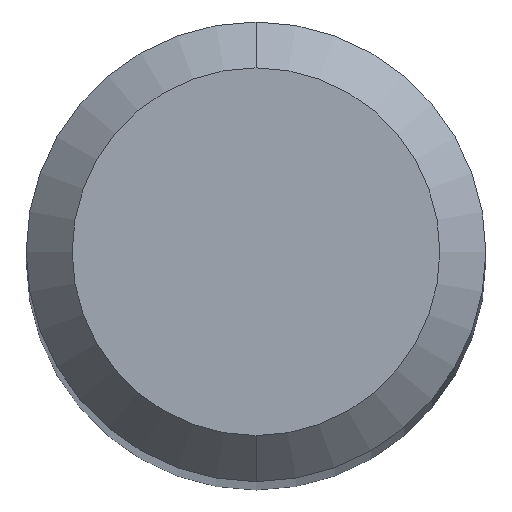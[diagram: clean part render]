
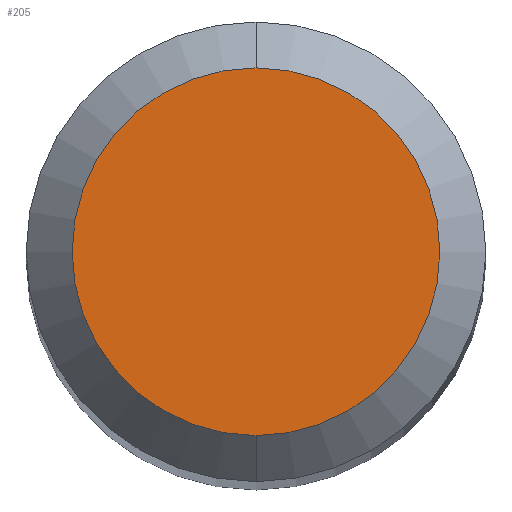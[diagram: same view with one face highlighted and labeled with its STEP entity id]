
A CAD part, top view. The second image highlights one B-rep face of the part: STEP entity #205.
In plain terms, the highlighted planar face has unit normal (0, 0, 1).
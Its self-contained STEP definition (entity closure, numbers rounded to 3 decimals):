
#205=ADVANCED_FACE('',(#517),#518,.T.);
#313=VERTEX_POINT('',#637);
#327=EDGE_CURVE('',#313,#335,#651,.T.);
#335=VERTEX_POINT('',#660);
#463=EDGE_CURVE('',#335,#313,#800,.T.);
#517=FACE_OUTER_BOUND('',#891,.T.);
#518=PLANE('',#892);
#637=CARTESIAN_POINT('',(0.,-1.2,0.0));
#651=CIRCLE('',#1147,1.2);
#660=CARTESIAN_POINT('',(0.0,1.2,0.0));
#800=CIRCLE('',#1443,1.2);
#891=EDGE_LOOP('',(#1490,#1491));
#892=AXIS2_PLACEMENT_3D('',#1492,#1493,#1494);
#1147=AXIS2_PLACEMENT_3D('',#1635,#1636,#1637);
#1443=AXIS2_PLACEMENT_3D('',#1802,#1803,#1804);
#1490=ORIENTED_EDGE('',*,*,#463,.F.);
#1491=ORIENTED_EDGE('',*,*,#327,.F.);
#1492=CARTESIAN_POINT('',(0.0,0.6,0.0));
#1493=DIRECTION('',(-0.0,0.0,1.0));
#1494=DIRECTION('',(0.0,-1.0,0.0));
#1635=CARTESIAN_POINT('',(0.0,0.0,0.0));
#1636=DIRECTION('',(0.0,0.0,-1.0));
#1637=DIRECTION('',(0.0,1.0,0.0));
#1802=CARTESIAN_POINT('',(0.0,0.0,0.0));
#1803=DIRECTION('',(0.0,0.0,-1.0));
#1804=DIRECTION('',(0.0,1.0,0.0));
